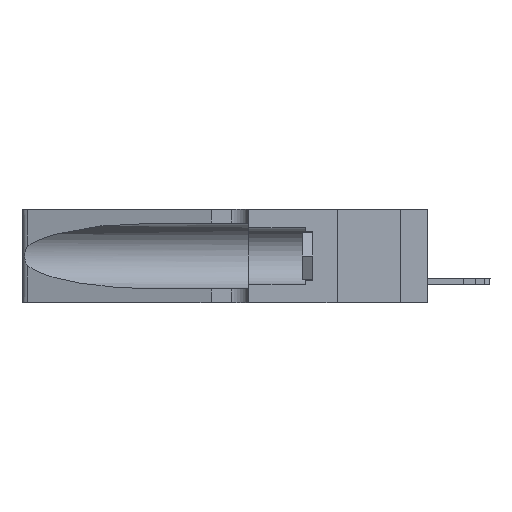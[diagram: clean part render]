
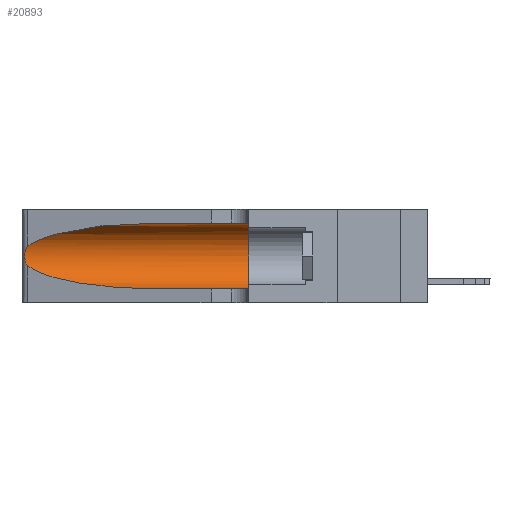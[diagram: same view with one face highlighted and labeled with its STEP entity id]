
A CAD part, left-side view. The second image highlights one B-rep face of the part: STEP entity #20893.
In plain terms, the highlighted cylindrical face has radius 3.308 mm (diameter 6.617 mm), a partial arc.
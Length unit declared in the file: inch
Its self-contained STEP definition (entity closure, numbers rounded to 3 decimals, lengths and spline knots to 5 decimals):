
#142 = LINE ( 'NONE', #1674, #9418 ) ;
#157 = CARTESIAN_POINT ( 'NONE',  ( 0.25487, 1.22718, 0.22369 ) ) ;
#262 = CIRCLE ( 'NONE', #3234, 0.13025 ) ;
#321 = CARTESIAN_POINT ( 'NONE',  ( 0.26075, 1.23896, 0.178 ) ) ;
#640 = CARTESIAN_POINT ( 'NONE',  ( 0.1305, 0.72297, 0.05475 ) ) ;
#1192 = DIRECTION ( 'NONE',  ( 0., -1., 0. ) ) ;
#1674 = CARTESIAN_POINT ( 'NONE',  ( 0.1305, 1.61858, 0.05475 ) ) ;
#1759 = ORIENTED_EDGE ( 'NONE', *, *, #16817, .T. ) ;
#2041 = CARTESIAN_POINT ( 'NONE',  ( 0.25487, 1.22718, 0.14631 ) ) ;
#2103 = CARTESIAN_POINT ( 'NONE',  ( 0.2373, 1.15595, 0.28018 ) ) ;
#2220 =( BOUNDED_CURVE ( )  B_SPLINE_CURVE ( 3, ( #2518, #22879, #8097, #640 ),
 .UNSPECIFIED., .F., .T. ) 
 B_SPLINE_CURVE_WITH_KNOTS ( ( 4, 4 ),
 ( 3.44316, 4.71239 ),
 .UNSPECIFIED. ) 
 CURVE ( )  GEOMETRIC_REPRESENTATION_ITEM ( )  RATIONAL_B_SPLINE_CURVE ( ( 1., 0.87, 0.87, 1. ) ) 
 REPRESENTATION_ITEM ( '' )  );
#2348 = CARTESIAN_POINT ( 'NONE',  ( 0.26018, 1.23835, 0.19895 ) ) ;
#2518 = CARTESIAN_POINT ( 'NONE',  ( 0.25487, 1.22718, 0.14631 ) ) ;
#3234 = AXIS2_PLACEMENT_3D ( 'NONE', #17477, #21147, #9995 ) ;
#3263 = CARTESIAN_POINT ( 'NONE',  ( 0.1305, 0.72297, 0.05475 ) ) ;
#3468 = DIRECTION ( 'NONE',  ( 0., -1., 0. ) ) ;
#4935 = DIRECTION ( 'NONE',  ( 0., 0., -1. ) ) ;
#5333 = VERTEX_POINT ( 'NONE', #17466 ) ;
#5422 = CARTESIAN_POINT ( 'NONE',  ( 0.18966, 0.96281, 0.31525 ) ) ;
#5645 = CARTESIAN_POINT ( 'NONE',  ( 0.1305, 1.61858, 0.31525 ) ) ;
#5842 = CARTESIAN_POINT ( 'NONE',  ( 0.25487, 1.22718, 0.14631 ) ) ;
#5993 = CARTESIAN_POINT ( 'NONE',  ( 0.25555, 1.22993, 0.14849 ) ) ;
#6467 = CARTESIAN_POINT ( 'NONE',  ( 0.1305, 1.61858, 0.185 ) ) ;
#7030 = ORIENTED_EDGE ( 'NONE', *, *, #22086, .T. ) ;
#7346 = EDGE_CURVE ( 'NONE', #5333, #8388, #11278, .T. ) ;
#7376 = CARTESIAN_POINT ( 'NONE',  ( 0.25487, 1.22718, 0.22369 ) ) ;
#7577 = DIRECTION ( 'NONE',  ( 0., -1., 0. ) ) ;
#8005 = CARTESIAN_POINT ( 'NONE',  ( 0.25787, 1.23484, 0.2124 ) ) ;
#8097 = CARTESIAN_POINT ( 'NONE',  ( 0.18966, 0.96281, 0.05475 ) ) ;
#8388 = VERTEX_POINT ( 'NONE', #7376 ) ;
#9418 = VECTOR ( 'NONE', #3468, 39.37008 ) ;
#9811 = CARTESIAN_POINT ( 'NONE',  ( 0.1305, 0.35, 0.31525 ) ) ;
#9995 = DIRECTION ( 'NONE',  ( 0., 0., 1. ) ) ;
#11278 =( BOUNDED_CURVE ( )  B_SPLINE_CURVE ( 3, ( #14606, #5422, #2103, #157 ),
 .UNSPECIFIED., .F., .F. ) 
 B_SPLINE_CURVE_WITH_KNOTS ( ( 4, 4 ),
 ( 1.5708, 2.84003 ),
 .UNSPECIFIED. ) 
 CURVE ( )  GEOMETRIC_REPRESENTATION_ITEM ( )  RATIONAL_B_SPLINE_CURVE ( ( 1., 0.87, 0.87, 1. ) ) 
 REPRESENTATION_ITEM ( '' )  );
#11676 = CARTESIAN_POINT ( 'NONE',  ( 0.25555, 1.22994, 0.2215 ) ) ;
#12324 = EDGE_CURVE ( 'NONE', #5333, #23679, #22112, .T. ) ;
#12483 = FACE_OUTER_BOUND ( 'NONE', #19844, .T. ) ;
#12899 = VECTOR ( 'NONE', #7577, 39.37008 ) ;
#12998 = CARTESIAN_POINT ( 'NONE',  ( 0.1305, 0.35, 0.05475 ) ) ;
#13390 = CARTESIAN_POINT ( 'NONE',  ( 0.26075, 1.23896, 0.19203 ) ) ;
#13642 = CARTESIAN_POINT ( 'NONE',  ( 0.25789, 1.23486, 0.15765 ) ) ;
#13769 = ORIENTED_EDGE ( 'NONE', *, *, #14159, .F. ) ;
#14150 = ORIENTED_EDGE ( 'NONE', *, *, #12324, .F. ) ;
#14159 = EDGE_CURVE ( 'NONE', #23679, #21900, #262, .T. ) ;
#14606 = CARTESIAN_POINT ( 'NONE',  ( 0.1305, 0.72297, 0.31525 ) ) ;
#15353 = CARTESIAN_POINT ( 'NONE',  ( 0.25639, 1.23184, 0.21858 ) ) ;
#15407 = ORIENTED_EDGE ( 'NONE', *, *, #18701, .T. ) ;
#15515 = CARTESIAN_POINT ( 'NONE',  ( 0.26017, 1.23833, 0.17102 ) ) ;
#16096 = VERTEX_POINT ( 'NONE', #3263 ) ;
#16253 = AXIS2_PLACEMENT_3D ( 'NONE', #6467, #1192, #4935 ) ;
#16817 = EDGE_CURVE ( 'NONE', #8388, #20619, #19169, .T. ) ;
#17203 = CARTESIAN_POINT ( 'NONE',  ( 0.25856, 1.23593, 0.16098 ) ) ;
#17466 = CARTESIAN_POINT ( 'NONE',  ( 0.1305, 0.72297, 0.31525 ) ) ;
#17477 = CARTESIAN_POINT ( 'NONE',  ( 0.1305, 0.35, 0.185 ) ) ;
#18100 = ORIENTED_EDGE ( 'NONE', *, *, #7346, .T. ) ;
#18701 = EDGE_CURVE ( 'NONE', #20619, #16096, #2220, .T. ) ;
#19169 = B_SPLINE_CURVE_WITH_KNOTS ( 'NONE', 3,
 ( #20309, #11676, #15353, #8005, #20959, #2348, #13390, #321, #15515, #17203, #13642, #20708, #5993, #5842 ),
 .UNSPECIFIED., .F., .F.,
 ( 4, 2, 2, 2, 2, 2, 4 ),
 ( 0., 0.00027, 0.00053, 0.00107, 0.0016, 0.00187, 0.00214 ),
 .UNSPECIFIED. ) ;
#19844 = EDGE_LOOP ( 'NONE', ( #18100, #1759, #15407, #7030, #13769, #14150 ) ) ;
#20309 = CARTESIAN_POINT ( 'NONE',  ( 0.25487, 1.22718, 0.22369 ) ) ;
#20619 = VERTEX_POINT ( 'NONE', #2041 ) ;
#20708 = CARTESIAN_POINT ( 'NONE',  ( 0.25639, 1.23186, 0.15144 ) ) ;
#20893 = ADVANCED_FACE ( 'NONE', ( #12483 ), #22294, .F. ) ;
#20959 = CARTESIAN_POINT ( 'NONE',  ( 0.25854, 1.2359, 0.20912 ) ) ;
#21147 = DIRECTION ( 'NONE',  ( 0., 1., 0. ) ) ;
#21900 = VERTEX_POINT ( 'NONE', #12998 ) ;
#22086 = EDGE_CURVE ( 'NONE', #16096, #21900, #142, .T. ) ;
#22112 = LINE ( 'NONE', #5645, #12899 ) ;
#22294 = CYLINDRICAL_SURFACE ( 'NONE', #16253, 0.13025 ) ;
#22879 = CARTESIAN_POINT ( 'NONE',  ( 0.2373, 1.15595, 0.08982 ) ) ;
#23679 = VERTEX_POINT ( 'NONE', #9811 ) ;
